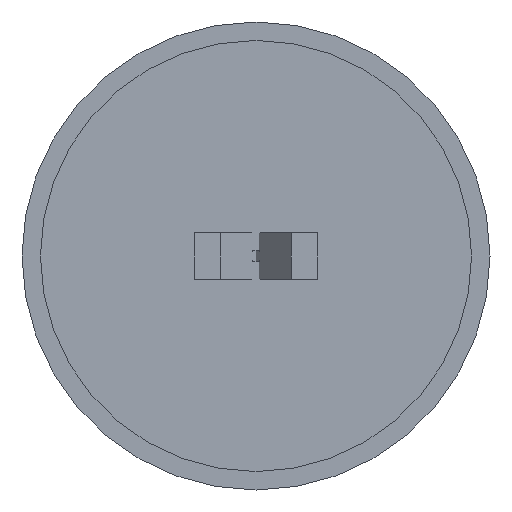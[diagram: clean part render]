
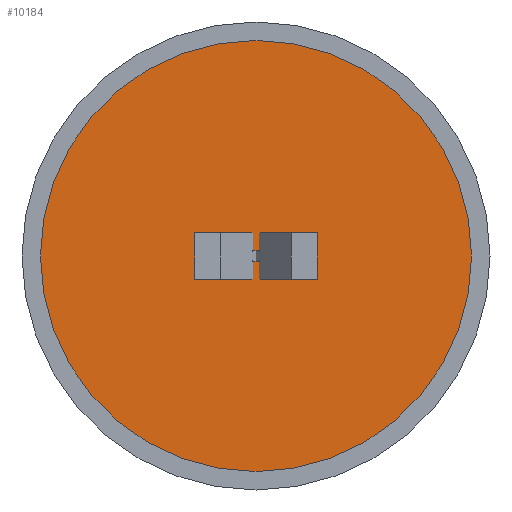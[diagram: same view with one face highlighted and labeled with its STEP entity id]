
A CAD part, front view. The second image highlights one B-rep face of the part: STEP entity #10184.
In plain terms, the highlighted planar face has unit normal (0, -1, 0).
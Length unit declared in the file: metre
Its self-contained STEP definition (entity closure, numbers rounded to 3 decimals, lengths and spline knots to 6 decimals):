
#1037=CIRCLE('',#11776,0.116754);
#4710=ORIENTED_EDGE('',*,*,#6321,.T.);
#4711=ORIENTED_EDGE('',*,*,#6322,.T.);
#4712=ORIENTED_EDGE('',*,*,#6323,.T.);
#4713=ORIENTED_EDGE('',*,*,#6324,.T.);
#4714=ORIENTED_EDGE('',*,*,#6325,.T.);
#4715=ORIENTED_EDGE('',*,*,#6326,.T.);
#4716=ORIENTED_EDGE('',*,*,#6320,.F.);
#6320=EDGE_CURVE('',#7390,#7390,#1037,.T.);
#6321=EDGE_CURVE('',#7391,#7392,#7949,.T.);
#6322=EDGE_CURVE('',#7392,#7393,#7950,.T.);
#6323=EDGE_CURVE('',#7393,#7394,#7951,.T.);
#6324=EDGE_CURVE('',#7394,#7395,#7952,.T.);
#6325=EDGE_CURVE('',#7395,#7396,#7953,.T.);
#6326=EDGE_CURVE('',#7396,#7391,#7954,.T.);
#7390=VERTEX_POINT('',#18660);
#7391=VERTEX_POINT('',#18663);
#7392=VERTEX_POINT('',#18664);
#7393=VERTEX_POINT('',#18666);
#7394=VERTEX_POINT('',#18668);
#7395=VERTEX_POINT('',#18670);
#7396=VERTEX_POINT('',#18672);
#7949=LINE('',#18662,#8513);
#7950=LINE('',#18665,#8514);
#7951=LINE('',#18667,#8515);
#7952=LINE('',#18669,#8516);
#7953=LINE('',#18671,#8517);
#7954=LINE('',#18673,#8518);
#8513=VECTOR('',#15464,1.);
#8514=VECTOR('',#15465,1.);
#8515=VECTOR('',#15466,1.);
#8516=VECTOR('',#15467,1.);
#8517=VECTOR('',#15468,1.);
#8518=VECTOR('',#15469,1.);
#9067=EDGE_LOOP('',(#4710,#4711,#4712,#4713,#4714,#4715));
#9068=EDGE_LOOP('',(#4716));
#9617=FACE_BOUND('',#9067,.T.);
#9618=FACE_BOUND('',#9068,.T.);
#9644=PLANE('',#11777);
#10184=ADVANCED_FACE('',(#9617,#9618),#9644,.F.);
#11776=AXIS2_PLACEMENT_3D('',#18659,#15460,#15461);
#11777=AXIS2_PLACEMENT_3D('',#18661,#15462,#15463);
#15460=DIRECTION('',(0.,1.,0.));
#15461=DIRECTION('',(1.,0.,0.));
#15462=DIRECTION('',(0.,1.,0.));
#15463=DIRECTION('',(1.,0.,0.));
#15464=DIRECTION('',(0.5,0.,-0.866));
#15465=DIRECTION('',(-0.5,0.,-0.866));
#15466=DIRECTION('',(-1.,0.,0.));
#15467=DIRECTION('',(-0.5,0.,0.866));
#15468=DIRECTION('',(0.5,0.,0.866));
#15469=DIRECTION('',(1.,0.,0.));
#18659=CARTESIAN_POINT('',(0.,-0.0075,0.));
#18660=CARTESIAN_POINT('',(0.116754,-0.0075,0.));
#18661=CARTESIAN_POINT('',(0.,-0.0075,0.));
#18662=CARTESIAN_POINT('',(0.0025,-0.0075,0.001443));
#18663=CARTESIAN_POINT('',(0.001667,-0.0075,0.002887));
#18664=CARTESIAN_POINT('',(0.003333,-0.0075,0.));
#18665=CARTESIAN_POINT('',(0.0025,-0.0075,-0.001443));
#18666=CARTESIAN_POINT('',(0.001667,-0.0075,-0.002887));
#18667=CARTESIAN_POINT('',(0.,-0.0075,-0.002887));
#18668=CARTESIAN_POINT('',(-0.001667,-0.0075,-0.002887));
#18669=CARTESIAN_POINT('',(-0.0025,-0.0075,-0.001443));
#18670=CARTESIAN_POINT('',(-0.003333,-0.0075,0.));
#18671=CARTESIAN_POINT('',(-0.0025,-0.0075,0.001443));
#18672=CARTESIAN_POINT('',(-0.001667,-0.0075,0.002887));
#18673=CARTESIAN_POINT('',(0.,-0.0075,0.002887));
